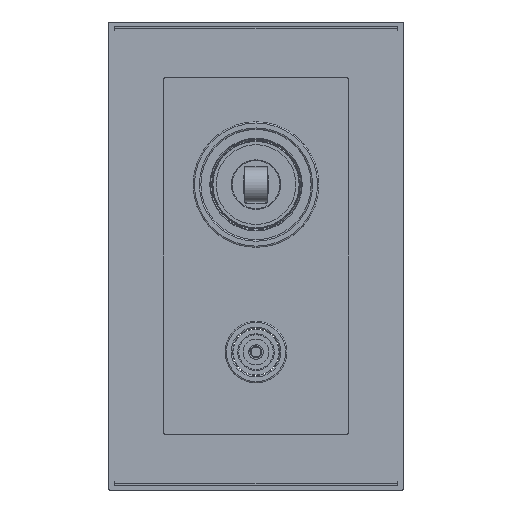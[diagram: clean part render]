
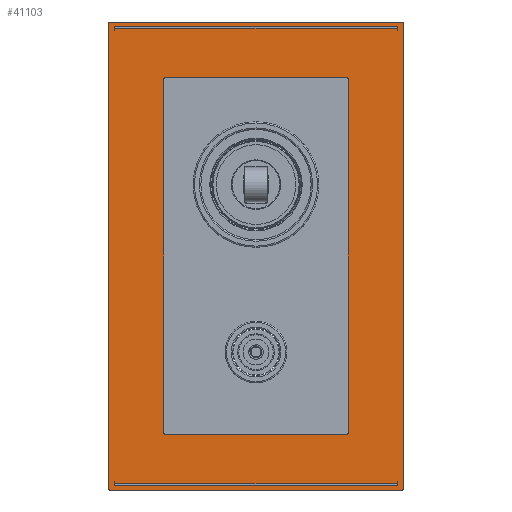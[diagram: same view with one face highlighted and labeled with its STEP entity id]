
A CAD part, front view. The second image highlights one B-rep face of the part: STEP entity #41103.
In plain terms, the highlighted planar face has unit normal (0, -1, 0).
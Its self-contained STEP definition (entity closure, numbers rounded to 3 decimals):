
#39353=CARTESIAN_POINT('',(59.5,50.,65.5));
#39354=DIRECTION('',(0.,-1.,0.));
#39355=DIRECTION('',(1.,0.,0.));
#39356=AXIS2_PLACEMENT_3D('',#39353,#39354,#39355);
#39358=DIRECTION('',(0.,0.,-1.));
#39359=VECTOR('',#39358,189.);
#39360=CARTESIAN_POINT('',(60.,50.,65.5));
#39361=LINE('',#39360,#39359);
#39362=CARTESIAN_POINT('',(59.5,50.,-123.5));
#39363=DIRECTION('',(0.,-1.,0.));
#39364=DIRECTION('',(0.,0.,-1.));
#39365=AXIS2_PLACEMENT_3D('',#39362,#39363,#39364);
#39367=DIRECTION('',(-1.,0.,0.));
#39368=VECTOR('',#39367,119.);
#39369=CARTESIAN_POINT('',(59.5,50.,-124.));
#39370=LINE('',#39369,#39368);
#39371=CARTESIAN_POINT('',(-59.5,50.,-123.5));
#39372=DIRECTION('',(0.,-1.,0.));
#39373=DIRECTION('',(-1.,0.,0.));
#39374=AXIS2_PLACEMENT_3D('',#39371,#39372,#39373);
#39376=DIRECTION('',(0.,0.,1.));
#39377=VECTOR('',#39376,189.);
#39378=CARTESIAN_POINT('',(-60.,50.,-123.5));
#39379=LINE('',#39378,#39377);
#39380=CARTESIAN_POINT('',(-59.5,50.,65.5));
#39381=DIRECTION('',(0.,-1.,0.));
#39382=DIRECTION('',(0.,0.,1.));
#39383=AXIS2_PLACEMENT_3D('',#39380,#39381,#39382);
#39385=DIRECTION('',(1.,0.,0.));
#39386=VECTOR('',#39385,119.);
#39387=CARTESIAN_POINT('',(-59.5,50.,66.));
#39388=LINE('',#39387,#39386);
#39389=DIRECTION('',(0.,0.,1.));
#39390=VECTOR('',#39389,1.5);
#39391=CARTESIAN_POINT('',(-57.5,50.,62.5));
#39392=LINE('',#39391,#39390);
#39393=CARTESIAN_POINT('',(-56.5,50.,62.5));
#39394=DIRECTION('',(0.,-1.,0.));
#39395=DIRECTION('',(0.,0.,1.));
#39396=AXIS2_PLACEMENT_3D('',#39393,#39394,#39395);
#39398=DIRECTION('',(1.,0.,0.));
#39399=VECTOR('',#39398,113.);
#39400=CARTESIAN_POINT('',(-56.5,50.,63.5));
#39401=LINE('',#39400,#39399);
#39402=CARTESIAN_POINT('',(56.5,50.,62.5));
#39403=DIRECTION('',(0.,-1.,0.));
#39404=DIRECTION('',(1.,0.,0.));
#39405=AXIS2_PLACEMENT_3D('',#39402,#39403,#39404);
#39407=DIRECTION('',(0.,0.,-1.));
#39408=VECTOR('',#39407,1.5);
#39409=CARTESIAN_POINT('',(57.5,50.,64.));
#39410=LINE('',#39409,#39408);
#39411=DIRECTION('',(1.,0.,0.));
#39412=VECTOR('',#39411,115.);
#39413=CARTESIAN_POINT('',(-57.5,50.,64.));
#39414=LINE('',#39413,#39412);
#39415=DIRECTION('',(1.,0.,0.));
#39416=VECTOR('',#39415,73.);
#39417=CARTESIAN_POINT('',(-36.5,50.,-101.5));
#39418=LINE('',#39417,#39416);
#39419=DIRECTION('',(0.,0.,1.));
#39420=VECTOR('',#39419,143.);
#39421=CARTESIAN_POINT('',(37.5,50.,-100.5));
#39422=LINE('',#39421,#39420);
#39423=DIRECTION('',(-1.,0.,0.));
#39424=VECTOR('',#39423,73.);
#39425=CARTESIAN_POINT('',(36.5,50.,43.5));
#39426=LINE('',#39425,#39424);
#39427=DIRECTION('',(0.,0.,-1.));
#39428=VECTOR('',#39427,143.);
#39429=CARTESIAN_POINT('',(-37.5,50.,42.5));
#39430=LINE('',#39429,#39428);
#39431=DIRECTION('',(0.,0.,-1.));
#39432=VECTOR('',#39431,1.5);
#39433=CARTESIAN_POINT('',(57.5,50.,-120.5));
#39434=LINE('',#39433,#39432);
#39435=CARTESIAN_POINT('',(56.5,50.,-120.5));
#39436=DIRECTION('',(0.,-1.,0.));
#39437=DIRECTION('',(0.,0.,-1.));
#39438=AXIS2_PLACEMENT_3D('',#39435,#39436,#39437);
#39440=DIRECTION('',(-1.,0.,0.));
#39441=VECTOR('',#39440,113.);
#39442=CARTESIAN_POINT('',(56.5,50.,-121.5));
#39443=LINE('',#39442,#39441);
#39444=CARTESIAN_POINT('',(-56.5,50.,-120.5));
#39445=DIRECTION('',(0.,-1.,0.));
#39446=DIRECTION('',(-1.,0.,0.));
#39447=AXIS2_PLACEMENT_3D('',#39444,#39445,#39446);
#39449=DIRECTION('',(0.,0.,1.));
#39450=VECTOR('',#39449,1.5);
#39451=CARTESIAN_POINT('',(-57.5,50.,-122.));
#39452=LINE('',#39451,#39450);
#39453=DIRECTION('',(-1.,0.,0.));
#39454=VECTOR('',#39453,115.);
#39455=CARTESIAN_POINT('',(57.5,50.,-122.));
#39456=LINE('',#39455,#39454);
#39867=CARTESIAN_POINT('',(36.5,50.,-100.5));
#39868=DIRECTION('',(0.,1.,0.));
#39869=DIRECTION('',(1.,0.,0.));
#39870=AXIS2_PLACEMENT_3D('',#39867,#39868,#39869);
#39885=CARTESIAN_POINT('',(-36.5,50.,-100.5));
#39886=DIRECTION('',(0.,1.,0.));
#39887=DIRECTION('',(0.,0.,-1.));
#39888=AXIS2_PLACEMENT_3D('',#39885,#39886,#39887);
#39903=CARTESIAN_POINT('',(-36.5,50.,42.5));
#39904=DIRECTION('',(0.,1.,0.));
#39905=DIRECTION('',(-1.,0.,0.));
#39906=AXIS2_PLACEMENT_3D('',#39903,#39904,#39905);
#39921=CARTESIAN_POINT('',(36.5,50.,42.5));
#39922=DIRECTION('',(0.,1.,0.));
#39923=DIRECTION('',(0.,0.,1.));
#39924=AXIS2_PLACEMENT_3D('',#39921,#39922,#39923);
#39958=CARTESIAN_POINT('',(57.5,50.,-122.));
#39959=CARTESIAN_POINT('',(-57.5,50.,-122.));
#39960=VERTEX_POINT('',#39958);
#39961=VERTEX_POINT('',#39959);
#39962=CARTESIAN_POINT('',(-57.5,50.,64.));
#39963=CARTESIAN_POINT('',(57.5,50.,64.));
#39964=VERTEX_POINT('',#39962);
#39965=VERTEX_POINT('',#39963);
#39990=CARTESIAN_POINT('',(60.,50.,65.5));
#39991=CARTESIAN_POINT('',(59.5,50.,66.));
#39992=VERTEX_POINT('',#39990);
#39993=VERTEX_POINT('',#39991);
#39994=CARTESIAN_POINT('',(59.5,50.,-124.));
#39995=CARTESIAN_POINT('',(60.,50.,-123.5));
#39996=VERTEX_POINT('',#39994);
#39997=VERTEX_POINT('',#39995);
#39998=CARTESIAN_POINT('',(-60.,50.,-123.5));
#39999=CARTESIAN_POINT('',(-59.5,50.,-124.));
#40000=VERTEX_POINT('',#39998);
#40001=VERTEX_POINT('',#39999);
#40002=CARTESIAN_POINT('',(-59.5,50.,66.));
#40003=CARTESIAN_POINT('',(-60.,50.,65.5));
#40004=VERTEX_POINT('',#40002);
#40005=VERTEX_POINT('',#40003);
#40046=CARTESIAN_POINT('',(-36.5,50.,-101.5));
#40048=VERTEX_POINT('',#40046);
#40050=CARTESIAN_POINT('',(-37.5,50.,-100.5));
#40052=VERTEX_POINT('',#40050);
#40054=CARTESIAN_POINT('',(37.5,50.,-100.5));
#40056=VERTEX_POINT('',#40054);
#40058=CARTESIAN_POINT('',(36.5,50.,-101.5));
#40060=VERTEX_POINT('',#40058);
#40062=CARTESIAN_POINT('',(36.5,50.,43.5));
#40064=VERTEX_POINT('',#40062);
#40066=CARTESIAN_POINT('',(37.5,50.,42.5));
#40068=VERTEX_POINT('',#40066);
#40070=CARTESIAN_POINT('',(-37.5,50.,42.5));
#40072=VERTEX_POINT('',#40070);
#40074=CARTESIAN_POINT('',(-36.5,50.,43.5));
#40076=VERTEX_POINT('',#40074);
#40079=CARTESIAN_POINT('',(56.5,50.,-121.5));
#40081=VERTEX_POINT('',#40079);
#40083=CARTESIAN_POINT('',(-56.5,50.,-121.5));
#40085=VERTEX_POINT('',#40083);
#40087=CARTESIAN_POINT('',(-56.5,50.,63.5));
#40089=VERTEX_POINT('',#40087);
#40091=CARTESIAN_POINT('',(56.5,50.,63.5));
#40093=VERTEX_POINT('',#40091);
#40098=CARTESIAN_POINT('',(57.5,50.,-120.5));
#40099=VERTEX_POINT('',#40098);
#40100=CARTESIAN_POINT('',(57.5,50.,62.5));
#40101=VERTEX_POINT('',#40100);
#40106=CARTESIAN_POINT('',(-57.5,50.,-120.5));
#40107=VERTEX_POINT('',#40106);
#40108=CARTESIAN_POINT('',(-57.5,50.,62.5));
#40109=VERTEX_POINT('',#40108);
#41042=CARTESIAN_POINT('',(0.,50.,-29.));
#41043=DIRECTION('',(0.,1.,0.));
#41044=DIRECTION('',(1.,0.,0.));
#41045=AXIS2_PLACEMENT_3D('',#41042,#41043,#41044);
#41046=PLANE('',#41045);
#41047=ORIENTED_EDGE('',*,*,#40927,.F.);
#41048=ORIENTED_EDGE('',*,*,#40949,.T.);
#41049=ORIENTED_EDGE('',*,*,#41009,.F.);
#41050=ORIENTED_EDGE('',*,*,#41029,.T.);
#41051=ORIENTED_EDGE('',*,*,#40760,.F.);
#41052=ORIENTED_EDGE('',*,*,#40783,.T.);
#41053=ORIENTED_EDGE('',*,*,#40844,.F.);
#41054=ORIENTED_EDGE('',*,*,#40866,.T.);
#41055=EDGE_LOOP('',(#41047,#41048,#41049,#41050,#41051,#41052,#41053,#41054));
#41056=FACE_OUTER_BOUND('',#41055,.F.);
#41058=ORIENTED_EDGE('',*,*,#41057,.F.);
#41060=ORIENTED_EDGE('',*,*,#41059,.F.);
#41062=ORIENTED_EDGE('',*,*,#41061,.T.);
#41064=ORIENTED_EDGE('',*,*,#41063,.F.);
#41066=ORIENTED_EDGE('',*,*,#41065,.F.);
#41068=ORIENTED_EDGE('',*,*,#41067,.F.);
#41069=EDGE_LOOP('',(#41058,#41060,#41062,#41064,#41066,#41068));
#41070=FACE_BOUND('',#41069,.F.);
#41072=ORIENTED_EDGE('',*,*,#41071,.T.);
#41074=ORIENTED_EDGE('',*,*,#41073,.F.);
#41076=ORIENTED_EDGE('',*,*,#41075,.T.);
#41078=ORIENTED_EDGE('',*,*,#41077,.F.);
#41080=ORIENTED_EDGE('',*,*,#41079,.T.);
#41082=ORIENTED_EDGE('',*,*,#41081,.F.);
#41084=ORIENTED_EDGE('',*,*,#41083,.T.);
#41086=ORIENTED_EDGE('',*,*,#41085,.F.);
#41087=EDGE_LOOP('',(#41072,#41074,#41076,#41078,#41080,#41082,#41084,#41086));
#41088=FACE_BOUND('',#41087,.F.);
#41090=ORIENTED_EDGE('',*,*,#41089,.F.);
#41092=ORIENTED_EDGE('',*,*,#41091,.F.);
#41094=ORIENTED_EDGE('',*,*,#41093,.T.);
#41096=ORIENTED_EDGE('',*,*,#41095,.F.);
#41098=ORIENTED_EDGE('',*,*,#41097,.F.);
#41100=ORIENTED_EDGE('',*,*,#41099,.F.);
#41101=EDGE_LOOP('',(#41090,#41092,#41094,#41096,#41098,#41100));
#41102=FACE_BOUND('',#41101,.F.);
#41103=ADVANCED_FACE('',(#41056,#41070,#41088,#41102),#41046,.F.);
#39357=CIRCLE('',#39356,0.5);
#39366=CIRCLE('',#39365,0.5);
#39375=CIRCLE('',#39374,0.5);
#39384=CIRCLE('',#39383,0.5);
#39397=CIRCLE('',#39396,1.);
#39406=CIRCLE('',#39405,1.);
#39439=CIRCLE('',#39438,1.);
#39448=CIRCLE('',#39447,1.);
#39871=CIRCLE('',#39870,1.);
#39889=CIRCLE('',#39888,1.);
#39907=CIRCLE('',#39906,1.);
#39925=CIRCLE('',#39924,1.);
#40760=EDGE_CURVE('',#40000,#40001,#39375,.T.);
#40783=EDGE_CURVE('',#40000,#40005,#39379,.T.);
#40844=EDGE_CURVE('',#40004,#40005,#39384,.T.);
#40866=EDGE_CURVE('',#40004,#39993,#39388,.T.);
#40927=EDGE_CURVE('',#39992,#39993,#39357,.T.);
#40949=EDGE_CURVE('',#39992,#39997,#39361,.T.);
#41009=EDGE_CURVE('',#39996,#39997,#39366,.T.);
#41029=EDGE_CURVE('',#39996,#40001,#39370,.T.);
#41057=EDGE_CURVE('',#40109,#39964,#39392,.T.);
#41059=EDGE_CURVE('',#40089,#40109,#39397,.T.);
#41061=EDGE_CURVE('',#40089,#40093,#39401,.T.);
#41063=EDGE_CURVE('',#40101,#40093,#39406,.T.);
#41065=EDGE_CURVE('',#39965,#40101,#39410,.T.);
#41067=EDGE_CURVE('',#39964,#39965,#39414,.T.);
#41071=EDGE_CURVE('',#40048,#40060,#39418,.T.);
#41073=EDGE_CURVE('',#40056,#40060,#39871,.T.);
#41075=EDGE_CURVE('',#40056,#40068,#39422,.T.);
#41077=EDGE_CURVE('',#40064,#40068,#39925,.T.);
#41079=EDGE_CURVE('',#40064,#40076,#39426,.T.);
#41081=EDGE_CURVE('',#40072,#40076,#39907,.T.);
#41083=EDGE_CURVE('',#40072,#40052,#39430,.T.);
#41085=EDGE_CURVE('',#40048,#40052,#39889,.T.);
#41089=EDGE_CURVE('',#40099,#39960,#39434,.T.);
#41091=EDGE_CURVE('',#40081,#40099,#39439,.T.);
#41093=EDGE_CURVE('',#40081,#40085,#39443,.T.);
#41095=EDGE_CURVE('',#40107,#40085,#39448,.T.);
#41097=EDGE_CURVE('',#39961,#40107,#39452,.T.);
#41099=EDGE_CURVE('',#39960,#39961,#39456,.T.);
